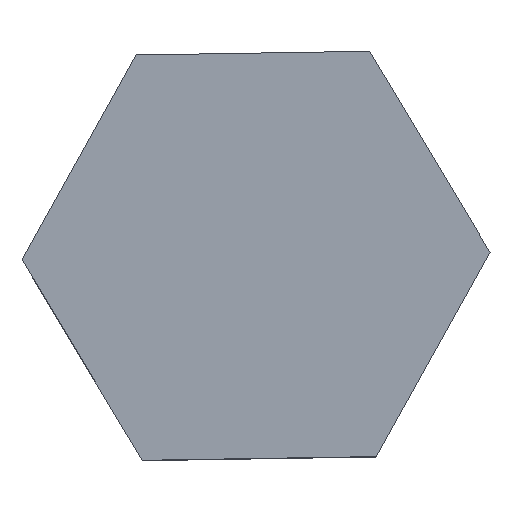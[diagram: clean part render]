
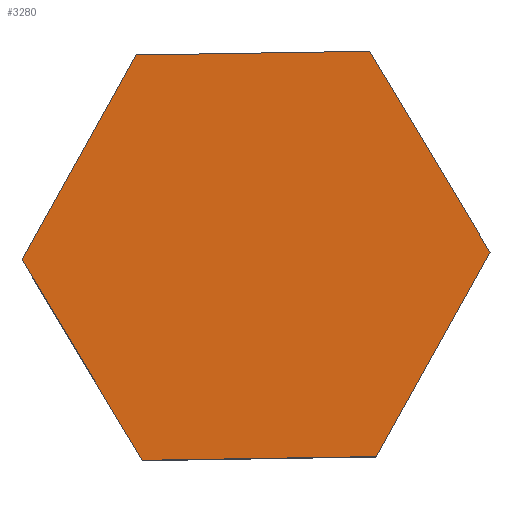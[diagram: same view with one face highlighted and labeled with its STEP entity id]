
A CAD part, top view. The second image highlights one B-rep face of the part: STEP entity #3280.
In plain terms, the highlighted planar face has unit normal (0, 0, 1).
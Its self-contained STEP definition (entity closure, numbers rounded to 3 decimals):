
#12 = EDGE_CURVE ( 'NONE', #2285, #523, #407, .T. ) ;
#100 = VERTEX_POINT ( 'NONE', #3491 ) ;
#237 = CARTESIAN_POINT ( 'NONE',  ( 0., 0., 5. ) ) ;
#407 = LINE ( 'NONE', #1647, #1800 ) ;
#438 = ORIENTED_EDGE ( 'NONE', *, *, #3257, .T. ) ;
#466 = VERTEX_POINT ( 'NONE', #1634 ) ;
#523 = VERTEX_POINT ( 'NONE', #2607 ) ;
#729 = VERTEX_POINT ( 'NONE', #2432 ) ;
#738 = ORIENTED_EDGE ( 'NONE', *, *, #1636, .T. ) ;
#747 = ORIENTED_EDGE ( 'NONE', *, *, #12, .T. ) ;
#770 = ORIENTED_EDGE ( 'NONE', *, *, #3451, .T. ) ;
#916 = DIRECTION ( 'NONE',  ( -1., -0.016, 0. ) ) ;
#919 = ORIENTED_EDGE ( 'NONE', *, *, #3452, .T. ) ;
#1062 = LINE ( 'NONE', #3874, #2409 ) ;
#1112 = DIRECTION ( 'NONE',  ( -0.514, 0.858, 0. ) ) ;
#1180 = DIRECTION ( 'NONE',  ( 1., 0., 0. ) ) ;
#1197 = VECTOR ( 'NONE', #1112, 1000. ) ;
#1220 = CARTESIAN_POINT ( 'NONE',  ( 2.386, 4.289, 5. ) ) ;
#1371 = VERTEX_POINT ( 'NONE', #1919 ) ;
#1405 = LINE ( 'NONE', #1452, #1197 ) ;
#1452 = CARTESIAN_POINT ( 'NONE',  ( 4.907, 0.078, 5. ) ) ;
#1592 = VECTOR ( 'NONE', #3654, 1000. ) ;
#1620 = DIRECTION ( 'NONE',  ( -0.486, -0.874, 0. ) ) ;
#1634 = CARTESIAN_POINT ( 'NONE',  ( -4.907, -0.078, 5. ) ) ;
#1636 = EDGE_CURVE ( 'NONE', #100, #466, #1062, .T. ) ;
#1647 = CARTESIAN_POINT ( 'NONE',  ( -2.386, -4.289, 5. ) ) ;
#1681 = CARTESIAN_POINT ( 'NONE',  ( -2.386, -4.289, 5. ) ) ;
#1713 = LINE ( 'NONE', #3932, #2999 ) ;
#1800 = VECTOR ( 'NONE', #3935, 1000. ) ;
#1813 = PLANE ( 'NONE',  #3817 ) ;
#1832 = FACE_OUTER_BOUND ( 'NONE', #2160, .T. ) ;
#1919 = CARTESIAN_POINT ( 'NONE',  ( 2.386, 4.289, 5. ) ) ;
#2160 = EDGE_LOOP ( 'NONE', ( #919, #747, #770, #2768, #438, #738 ) ) ;
#2285 = VERTEX_POINT ( 'NONE', #1681 ) ;
#2409 = VECTOR ( 'NONE', #1620, 1000. ) ;
#2432 = CARTESIAN_POINT ( 'NONE',  ( 4.907, 0.078, 5. ) ) ;
#2607 = CARTESIAN_POINT ( 'NONE',  ( 2.521, -4.21, 5. ) ) ;
#2685 = LINE ( 'NONE', #3906, #1592 ) ;
#2744 = EDGE_CURVE ( 'NONE', #729, #1371, #1405, .T. ) ;
#2768 = ORIENTED_EDGE ( 'NONE', *, *, #2744, .T. ) ;
#2999 = VECTOR ( 'NONE', #3981, 1000. ) ;
#3257 = EDGE_CURVE ( 'NONE', #1371, #100, #3433, .T. ) ;
#3276 = VECTOR ( 'NONE', #916, 1000. ) ;
#3280 = ADVANCED_FACE ( 'NONE', ( #1832 ), #1813, .T. ) ;
#3433 = LINE ( 'NONE', #1220, #3276 ) ;
#3451 = EDGE_CURVE ( 'NONE', #523, #729, #2685, .T. ) ;
#3452 = EDGE_CURVE ( 'NONE', #466, #2285, #1713, .T. ) ;
#3491 = CARTESIAN_POINT ( 'NONE',  ( -2.521, 4.21, 5. ) ) ;
#3654 = DIRECTION ( 'NONE',  ( 0.486, 0.874, 0. ) ) ;
#3817 = AXIS2_PLACEMENT_3D ( 'NONE', #237, #4069, #1180 ) ;
#3874 = CARTESIAN_POINT ( 'NONE',  ( -2.521, 4.21, 5. ) ) ;
#3906 = CARTESIAN_POINT ( 'NONE',  ( 2.521, -4.21, 5. ) ) ;
#3932 = CARTESIAN_POINT ( 'NONE',  ( -4.907, -0.078, 5. ) ) ;
#3935 = DIRECTION ( 'NONE',  ( 1., 0.016, 0. ) ) ;
#3981 = DIRECTION ( 'NONE',  ( 0.514, -0.858, 0. ) ) ;
#4069 = DIRECTION ( 'NONE',  ( 0., 0., 1. ) ) ;
